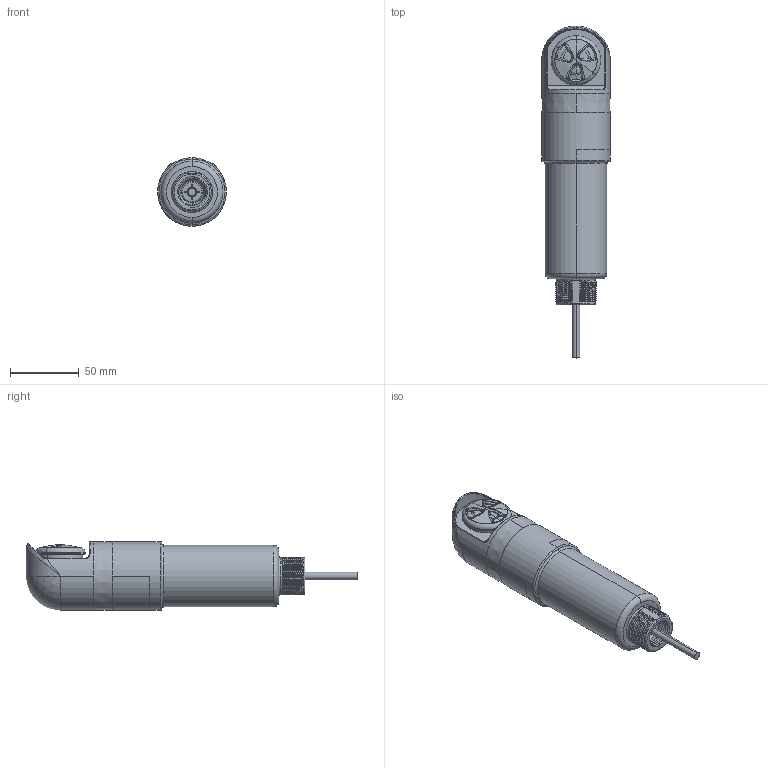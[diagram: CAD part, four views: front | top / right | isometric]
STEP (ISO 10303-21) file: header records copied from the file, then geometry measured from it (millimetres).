
FILE_DESCRIPTION((''),'2;1');
FILE_NAME('168248_SM01_ASM','2023-07-06T11:42:30',('banengservice'),('BANNER ENGINEERING'),'CREO PARAMETRIC BY PTC INC, 2022414','CREO PARAMETRIC BY PTC INC, 2022414','');
FILE_SCHEMA(('CONFIG_CONTROL_DESIGN'));
Products named in the file (3): 168248_EP01; CABLE_215; 168248_SM01_ASM
Assembly tree (2 placements, depth 2):
  168248_SM01_ASM
    168248_EP01
    CABLE_215
Bounding box: 50 x 241.27 x 50 mm (x, y, z)
Volume: 317763.3 mm3; surface area: 39656.4 mm2
Topology: 2 solids, 3 shells, 370 faces, 968 edges, 603 vertices
Faces by surface type: bspline 134, cylinder 96, extrusion 45, torus 40, plane 30, cone 10, sphere 9, revolution 6
Entity records: 40735 total; most frequent: CARTESIAN_POINT 32795, ORIENTED_EDGE 1914, DIRECTION 1179, EDGE_CURVE 957, VERTEX_POINT 603, B_SPLINE_CURVE_WITH_KNOTS 518, AXIS2_PLACEMENT_3D 446, EDGE_LOOP 390
